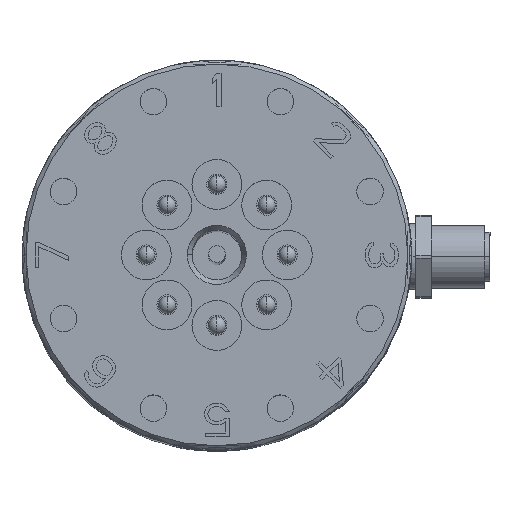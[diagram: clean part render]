
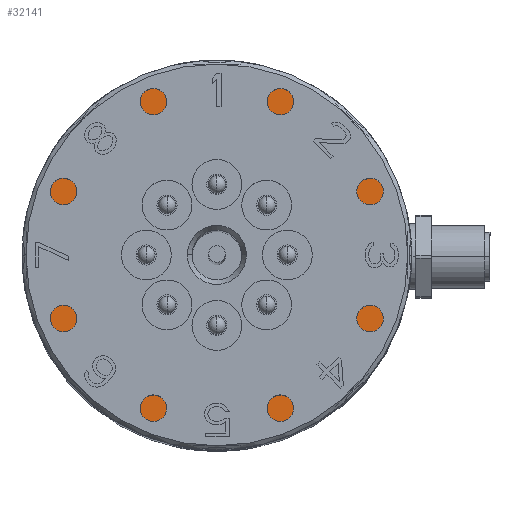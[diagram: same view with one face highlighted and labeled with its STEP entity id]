
A CAD part, top view. The second image highlights one B-rep face of the part: STEP entity #32141.
In plain terms, the highlighted planar face has unit normal (0, 0, 1).
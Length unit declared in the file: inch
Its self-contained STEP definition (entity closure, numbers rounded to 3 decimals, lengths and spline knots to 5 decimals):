
#8980=CARTESIAN_POINT('',(0.,0.,-0.875));
#8981=DIRECTION('',(0.,0.,-1.));
#8982=DIRECTION('',(1.,0.,0.));
#8983=AXIS2_PLACEMENT_3D('',#8980,#8981,#8982);
#8985=CARTESIAN_POINT('',(0.,0.,-0.875));
#8986=DIRECTION('',(0.,0.,-1.));
#8987=DIRECTION('',(-1.,0.,0.));
#8988=AXIS2_PLACEMENT_3D('',#8985,#8986,#8987);
#8990=CARTESIAN_POINT('',(0.,0.,-0.875));
#8991=DIRECTION('',(0.,0.,1.));
#8992=DIRECTION('',(1.,0.,0.));
#8993=AXIS2_PLACEMENT_3D('',#8990,#8991,#8992);
#8995=CARTESIAN_POINT('',(0.,0.,-0.875));
#8996=DIRECTION('',(0.,0.,1.));
#8997=DIRECTION('',(-1.,0.,0.));
#8998=AXIS2_PLACEMENT_3D('',#8995,#8996,#8997);
#15464=CARTESIAN_POINT('',(-1.4065,0.,-0.875));
#15465=VERTEX_POINT('',#15464);
#15466=CARTESIAN_POINT('',(1.4065,0.,-0.875));
#15467=VERTEX_POINT('',#15466);
#15468=CARTESIAN_POINT('',(1.,0.,-0.875));
#15469=CARTESIAN_POINT('',(-1.,0.,-0.875));
#15470=VERTEX_POINT('',#15468);
#15471=VERTEX_POINT('',#15469);
#32125=CARTESIAN_POINT('',(0.,1.4065,-0.875));
#32126=DIRECTION('',(0.,0.,1.));
#32127=DIRECTION('',(1.,0.,0.));
#32128=AXIS2_PLACEMENT_3D('',#32125,#32126,#32127);
#32129=PLANE('',#32128);
#32131=ORIENTED_EDGE('',*,*,#32130,.T.);
#32133=ORIENTED_EDGE('',*,*,#32132,.T.);
#32134=EDGE_LOOP('',(#32131,#32133));
#32135=FACE_OUTER_BOUND('',#32134,.F.);
#32137=ORIENTED_EDGE('',*,*,#32136,.T.);
#32138=ORIENTED_EDGE('',*,*,#32115,.T.);
#32139=EDGE_LOOP('',(#32137,#32138));
#32140=FACE_BOUND('',#32139,.F.);
#8984=CIRCLE('',#8983,1.4065);
#8989=CIRCLE('',#8988,1.4065);
#8994=CIRCLE('',#8993,1.);
#8999=CIRCLE('',#8998,1.);
#32115=EDGE_CURVE('',#15471,#15470,#8999,.T.);
#32130=EDGE_CURVE('',#15467,#15465,#8984,.T.);
#32132=EDGE_CURVE('',#15465,#15467,#8989,.T.);
#32136=EDGE_CURVE('',#15470,#15471,#8994,.T.);
#32141=ADVANCED_FACE('',(#32135,#32140),#32129,.T.);
